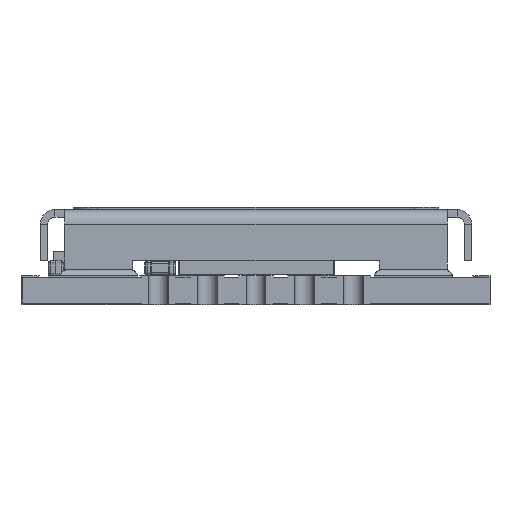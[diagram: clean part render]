
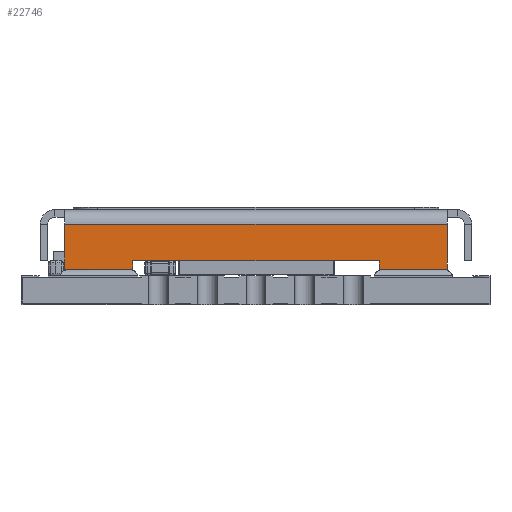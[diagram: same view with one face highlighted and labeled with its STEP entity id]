
A CAD part, front view. The second image highlights one B-rep face of the part: STEP entity #22746.
In plain terms, the highlighted planar face has unit normal (0, -1, 0).
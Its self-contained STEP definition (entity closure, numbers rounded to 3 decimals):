
#12624 = VERTEX_POINT('',#12625);
#12625 = CARTESIAN_POINT('',(-6.16,-7.486,
    0.276));
#12631 = EDGE_CURVE('',#12624,#12632,#12634,.T.);
#12632 = VERTEX_POINT('',#12633);
#12633 = CARTESIAN_POINT('',(-6.18,-7.486,
    0.284));
#12634 = CIRCLE('',#12635,0.2);
#12635 = AXIS2_PLACEMENT_3D('',#12636,#12637,#12638);
#12636 = CARTESIAN_POINT('',(-6.245,-7.486,0.095));
#12637 = DIRECTION('',(0.,-1.,0.));
#12638 = DIRECTION('',(0.,0.,-1.));
#12655 = EDGE_CURVE('',#12632,#12656,#12658,.T.);
#12656 = VERTEX_POINT('',#12657);
#12657 = CARTESIAN_POINT('',(-7.535,-7.486,
    0.284));
#12658 = LINE('',#12659,#12660);
#12659 = CARTESIAN_POINT('',(-6.058,-7.486,
    0.284));
#12660 = VECTOR('',#12661,1.);
#12661 = DIRECTION('',(-1.,0.,0.));
#12692 = EDGE_CURVE('',#12693,#12656,#12695,.T.);
#12693 = VERTEX_POINT('',#12694);
#12694 = CARTESIAN_POINT('',(-7.56,-7.486,
    0.274));
#12695 = CIRCLE('',#12696,0.2);
#12696 = AXIS2_PLACEMENT_3D('',#12697,#12698,#12699);
#12697 = CARTESIAN_POINT('',(-7.47,-7.486,0.095));
#12698 = DIRECTION('',(0.,1.,0.));
#12699 = DIRECTION('',(0.,0.,1.));
#18303 = VERTEX_POINT('',#18304);
#18304 = CARTESIAN_POINT('',(0.27,-7.486,
    0.284));
#18323 = VERTEX_POINT('',#18324);
#18324 = CARTESIAN_POINT('',(0.29,-7.486,
    0.276));
#18330 = EDGE_CURVE('',#18323,#18303,#18331,.T.);
#18331 = CIRCLE('',#18332,0.2);
#18332 = AXIS2_PLACEMENT_3D('',#18333,#18334,#18335);
#18333 = CARTESIAN_POINT('',(0.205,-7.486,0.095));
#18334 = DIRECTION('',(0.,-1.,0.));
#18335 = DIRECTION('',(0.,0.,-1.));
#18347 = EDGE_CURVE('',#18303,#18348,#18350,.T.);
#18348 = VERTEX_POINT('',#18349);
#18349 = CARTESIAN_POINT('',(-1.085,-7.486,
    0.284));
#18350 = LINE('',#18351,#18352);
#18351 = CARTESIAN_POINT('',(0.392,-7.486,
    0.284));
#18352 = VECTOR('',#18353,1.);
#18353 = DIRECTION('',(-1.,0.,0.));
#18382 = EDGE_CURVE('',#18383,#18348,#18385,.T.);
#18383 = VERTEX_POINT('',#18384);
#18384 = CARTESIAN_POINT('',(-1.11,-7.486,
    0.274));
#18385 = CIRCLE('',#18386,0.2);
#18386 = AXIS2_PLACEMENT_3D('',#18387,#18388,#18389);
#18387 = CARTESIAN_POINT('',(-1.02,-7.486,0.095));
#18388 = DIRECTION('',(0.,1.,0.));
#18389 = DIRECTION('',(0.,0.,1.));
#22746 = ADVANCED_FACE('',(#22747),#22799,.T.);
#22747 = FACE_BOUND('',#22748,.T.);
#22748 = EDGE_LOOP('',(#22749,#22757,#22765,#22771,#22772,#22773,#22774,
    #22782,#22790,#22796,#22797,#22798));
#22749 = ORIENTED_EDGE('',*,*,#22750,.F.);
#22750 = EDGE_CURVE('',#22751,#18323,#22753,.T.);
#22751 = VERTEX_POINT('',#22752);
#22752 = CARTESIAN_POINT('',(0.29,-7.486,1.215));
#22753 = LINE('',#22754,#22755);
#22754 = CARTESIAN_POINT('',(0.29,-7.486,0.465));
#22755 = VECTOR('',#22756,1.);
#22756 = DIRECTION('',(0.,0.,-1.));
#22757 = ORIENTED_EDGE('',*,*,#22758,.T.);
#22758 = EDGE_CURVE('',#22751,#22759,#22761,.T.);
#22759 = VERTEX_POINT('',#22760);
#22760 = CARTESIAN_POINT('',(-7.56,-7.486,1.215));
#22761 = LINE('',#22762,#22763);
#22762 = CARTESIAN_POINT('',(-7.56,-7.486,1.215));
#22763 = VECTOR('',#22764,1.);
#22764 = DIRECTION('',(-1.,0.,0.));
#22765 = ORIENTED_EDGE('',*,*,#22766,.F.);
#22766 = EDGE_CURVE('',#12693,#22759,#22767,.T.);
#22767 = LINE('',#22768,#22769);
#22768 = CARTESIAN_POINT('',(-7.56,-7.486,1.365));
#22769 = VECTOR('',#22770,1.);
#22770 = DIRECTION('',(0.,0.,1.));
#22771 = ORIENTED_EDGE('',*,*,#12692,.T.);
#22772 = ORIENTED_EDGE('',*,*,#12655,.F.);
#22773 = ORIENTED_EDGE('',*,*,#12631,.F.);
#22774 = ORIENTED_EDGE('',*,*,#22775,.T.);
#22775 = EDGE_CURVE('',#12624,#22776,#22778,.T.);
#22776 = VERTEX_POINT('',#22777);
#22777 = CARTESIAN_POINT('',(-6.16,-7.486,0.465));
#22778 = LINE('',#22779,#22780);
#22779 = CARTESIAN_POINT('',(-6.16,-7.486,0.165));
#22780 = VECTOR('',#22781,1.);
#22781 = DIRECTION('',(0.,0.,1.));
#22782 = ORIENTED_EDGE('',*,*,#22783,.F.);
#22783 = EDGE_CURVE('',#22784,#22776,#22786,.T.);
#22784 = VERTEX_POINT('',#22785);
#22785 = CARTESIAN_POINT('',(-1.11,-7.486,0.465));
#22786 = LINE('',#22787,#22788);
#22787 = CARTESIAN_POINT('',(-7.56,-7.486,0.465));
#22788 = VECTOR('',#22789,1.);
#22789 = DIRECTION('',(-1.,0.,0.));
#22790 = ORIENTED_EDGE('',*,*,#22791,.F.);
#22791 = EDGE_CURVE('',#18383,#22784,#22792,.T.);
#22792 = LINE('',#22793,#22794);
#22793 = CARTESIAN_POINT('',(-1.11,-7.486,0.165));
#22794 = VECTOR('',#22795,1.);
#22795 = DIRECTION('',(0.,0.,1.));
#22796 = ORIENTED_EDGE('',*,*,#18382,.T.);
#22797 = ORIENTED_EDGE('',*,*,#18347,.F.);
#22798 = ORIENTED_EDGE('',*,*,#18330,.F.);
#22799 = PLANE('',#22800);
#22800 = AXIS2_PLACEMENT_3D('',#22801,#22802,#22803);
#22801 = CARTESIAN_POINT('',(-7.56,-7.486,1.365));
#22802 = DIRECTION('',(0.,-1.,0.));
#22803 = DIRECTION('',(0.,0.,-1.));
